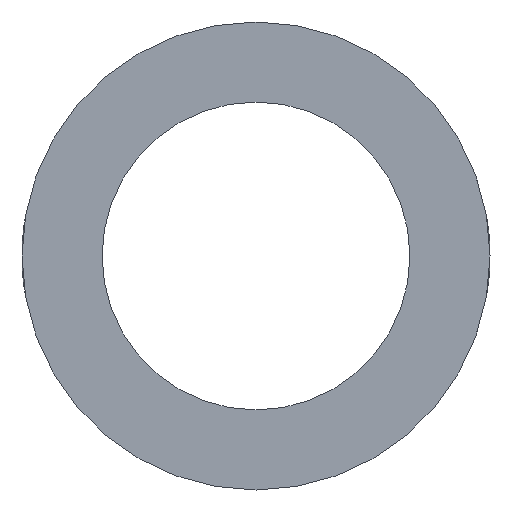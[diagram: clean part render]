
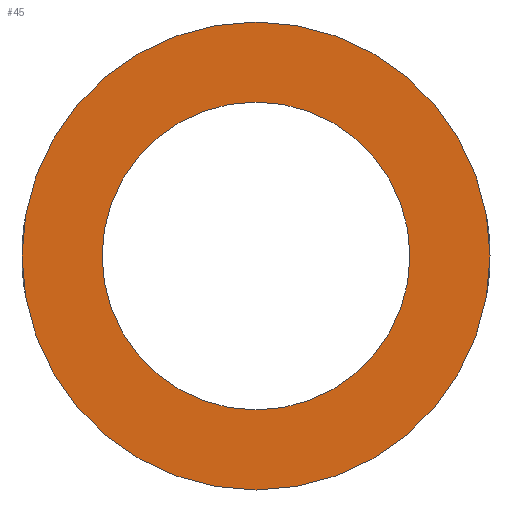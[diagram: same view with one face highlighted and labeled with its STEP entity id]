
A CAD part, front view. The second image highlights one B-rep face of the part: STEP entity #45.
In plain terms, the highlighted planar face has unit normal (0, -1, 0).
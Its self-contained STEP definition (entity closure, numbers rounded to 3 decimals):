
#2 = CARTESIAN_POINT ( 'NONE',  ( 0., -5., 0. ) ) ;
#25 = DIRECTION ( 'NONE',  ( 0., 0., 1. ) ) ;
#33 = DIRECTION ( 'NONE',  ( 0., 0., 1. ) ) ;
#45 = ADVANCED_FACE ( 'NONE', ( #130, #175 ), #310, .F. ) ;
#54 = DIRECTION ( 'NONE',  ( 0., 1., 0. ) ) ;
#72 = AXIS2_PLACEMENT_3D ( 'NONE', #343, #206, #33 ) ;
#83 = ORIENTED_EDGE ( 'NONE', *, *, #401, .T. ) ;
#92 = VERTEX_POINT ( 'NONE', #408 ) ;
#119 = CIRCLE ( 'NONE', #244, 19. ) ;
#123 = DIRECTION ( 'NONE',  ( 0., 1., 0. ) ) ;
#125 = DIRECTION ( 'NONE',  ( 0., 0., 1. ) ) ;
#130 = FACE_OUTER_BOUND ( 'NONE', #338, .T. ) ;
#172 = VERTEX_POINT ( 'NONE', #173 ) ;
#173 = CARTESIAN_POINT ( 'NONE',  ( 0., -5., -12.5 ) ) ;
#174 = ORIENTED_EDGE ( 'NONE', *, *, #555, .F. ) ;
#175 = FACE_BOUND ( 'NONE', #390, .T. ) ;
#195 = DIRECTION ( 'NONE',  ( 0., 0., 1. ) ) ;
#206 = DIRECTION ( 'NONE',  ( 0., 1., 0. ) ) ;
#244 = AXIS2_PLACEMENT_3D ( 'NONE', #322, #293, #195 ) ;
#258 = AXIS2_PLACEMENT_3D ( 'NONE', #473, #54, #305 ) ;
#262 = AXIS2_PLACEMENT_3D ( 'NONE', #2, #123, #125 ) ;
#279 = AXIS2_PLACEMENT_3D ( 'NONE', #488, #539, #25 ) ;
#293 = DIRECTION ( 'NONE',  ( 0., 1., 0. ) ) ;
#305 = DIRECTION ( 'NONE',  ( 0., 0., 1. ) ) ;
#310 = PLANE ( 'NONE',  #258 ) ;
#322 = CARTESIAN_POINT ( 'NONE',  ( 0., -5., 0. ) ) ;
#331 = CIRCLE ( 'NONE', #279, 12.5 ) ;
#338 = EDGE_LOOP ( 'NONE', ( #174, #466 ) ) ;
#343 = CARTESIAN_POINT ( 'NONE',  ( 0., -5., 0. ) ) ;
#362 = CARTESIAN_POINT ( 'NONE',  ( 0., -5., -19. ) ) ;
#369 = VERTEX_POINT ( 'NONE', #362 ) ;
#382 = EDGE_CURVE ( 'NONE', #500, #369, #119, .T. ) ;
#390 = EDGE_LOOP ( 'NONE', ( #83, #561 ) ) ;
#401 = EDGE_CURVE ( 'NONE', #172, #92, #331, .T. ) ;
#408 = CARTESIAN_POINT ( 'NONE',  ( 0., -5., 12.5 ) ) ;
#466 = ORIENTED_EDGE ( 'NONE', *, *, #382, .F. ) ;
#473 = CARTESIAN_POINT ( 'NONE',  ( 0., -5., 0. ) ) ;
#478 = CIRCLE ( 'NONE', #72, 12.5 ) ;
#480 = EDGE_CURVE ( 'NONE', #92, #172, #478, .T. ) ;
#488 = CARTESIAN_POINT ( 'NONE',  ( 0., -5., 0. ) ) ;
#500 = VERTEX_POINT ( 'NONE', #510 ) ;
#501 = CIRCLE ( 'NONE', #262, 19. ) ;
#510 = CARTESIAN_POINT ( 'NONE',  ( 0., -5., 19. ) ) ;
#539 = DIRECTION ( 'NONE',  ( 0., 1., 0. ) ) ;
#555 = EDGE_CURVE ( 'NONE', #369, #500, #501, .T. ) ;
#561 = ORIENTED_EDGE ( 'NONE', *, *, #480, .T. ) ;
